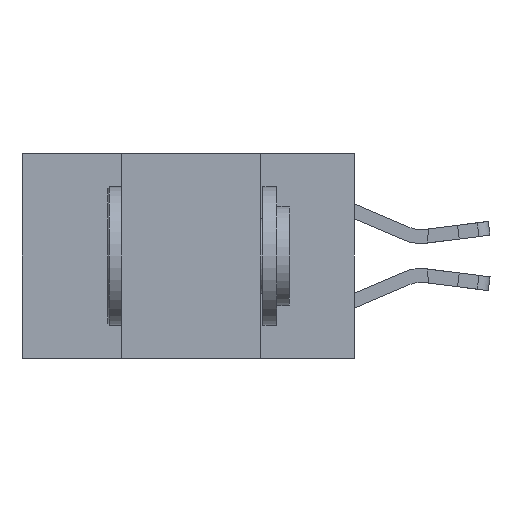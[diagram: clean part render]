
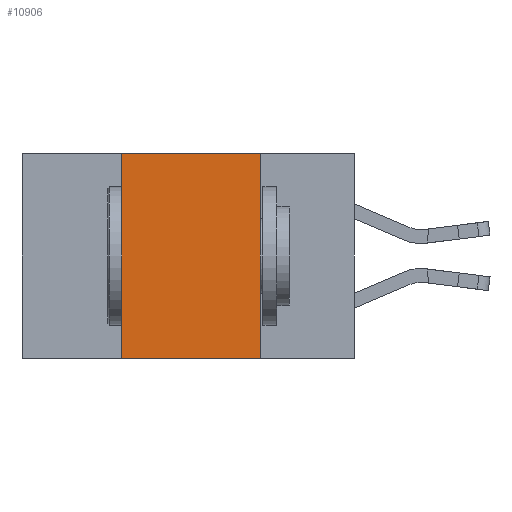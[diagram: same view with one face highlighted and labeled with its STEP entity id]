
A CAD part, left-side view. The second image highlights one B-rep face of the part: STEP entity #10906.
In plain terms, the highlighted planar face has unit normal (-1, 0, 0).
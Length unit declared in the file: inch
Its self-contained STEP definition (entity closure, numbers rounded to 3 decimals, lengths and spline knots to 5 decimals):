
#368 = FACE_OUTER_BOUND ( 'NONE', #6750, .T. ) ;
#1073 = DIRECTION ( 'NONE',  ( 0., 0., -1. ) ) ;
#1823 = VERTEX_POINT ( 'NONE', #14418 ) ;
#2639 = VECTOR ( 'NONE', #6178, 39.37008 ) ;
#2800 = ORIENTED_EDGE ( 'NONE', *, *, #15275, .F. ) ;
#2898 = VECTOR ( 'NONE', #1073, 39.37008 ) ;
#3213 = DIRECTION ( 'NONE',  ( 0., 0., -1. ) ) ;
#4020 = LINE ( 'NONE', #7862, #2898 ) ;
#4226 = DIRECTION ( 'NONE',  ( 0., -1., 0. ) ) ;
#4897 = CARTESIAN_POINT ( 'NONE',  ( 0., 0.6, 0. ) ) ;
#5376 = AXIS2_PLACEMENT_3D ( 'NONE', #4897, #22622, #3213 ) ;
#6178 = DIRECTION ( 'NONE',  ( 0., -1., 0. ) ) ;
#6589 = ORIENTED_EDGE ( 'NONE', *, *, #19521, .T. ) ;
#6750 = EDGE_LOOP ( 'NONE', ( #22307, #2800, #17212, #6589 ) ) ;
#7488 = LINE ( 'NONE', #8016, #14646 ) ;
#7862 = CARTESIAN_POINT ( 'NONE',  ( 0., 0.17, 0. ) ) ;
#8016 = CARTESIAN_POINT ( 'NONE',  ( 0., 0.6, 0. ) ) ;
#8542 = PLANE ( 'NONE',  #5376 ) ;
#9115 = CARTESIAN_POINT ( 'NONE',  ( 0., 0.17, -0.37 ) ) ;
#9980 = CARTESIAN_POINT ( 'NONE',  ( 0., 0.6, -0.37 ) ) ;
#10132 = EDGE_CURVE ( 'NONE', #1823, #14504, #14454, .T. ) ;
#10906 = ADVANCED_FACE ( 'NONE', ( #368 ), #8542, .F. ) ;
#11323 = CARTESIAN_POINT ( 'NONE',  ( 0., 0.17, 0. ) ) ;
#12978 = VERTEX_POINT ( 'NONE', #11323 ) ;
#13230 = CARTESIAN_POINT ( 'NONE',  ( 0., 0.42, 0. ) ) ;
#14418 = CARTESIAN_POINT ( 'NONE',  ( 0., 0.42, -0.37 ) ) ;
#14454 = LINE ( 'NONE', #13230, #18791 ) ;
#14504 = VERTEX_POINT ( 'NONE', #15409 ) ;
#14646 = VECTOR ( 'NONE', #4226, 39.37008 ) ;
#15275 = EDGE_CURVE ( 'NONE', #14504, #12978, #7488, .T. ) ;
#15409 = CARTESIAN_POINT ( 'NONE',  ( 0., 0.42, 0. ) ) ;
#17212 = ORIENTED_EDGE ( 'NONE', *, *, #10132, .F. ) ;
#17840 = VERTEX_POINT ( 'NONE', #9115 ) ;
#18207 = DIRECTION ( 'NONE',  ( 0., 0., 1. ) ) ;
#18587 = EDGE_CURVE ( 'NONE', #12978, #17840, #4020, .T. ) ;
#18791 = VECTOR ( 'NONE', #18207, 39.37008 ) ;
#19521 = EDGE_CURVE ( 'NONE', #1823, #17840, #19695, .T. ) ;
#19695 = LINE ( 'NONE', #9980, #2639 ) ;
#22307 = ORIENTED_EDGE ( 'NONE', *, *, #18587, .F. ) ;
#22622 = DIRECTION ( 'NONE',  ( 1., 0., 0. ) ) ;
